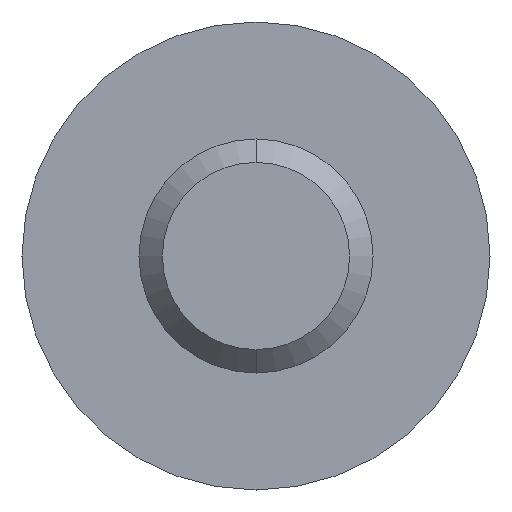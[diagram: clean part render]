
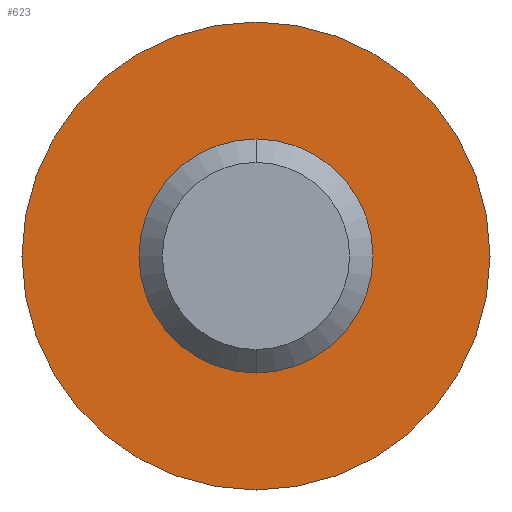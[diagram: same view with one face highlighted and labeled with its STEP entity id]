
A CAD part, front view. The second image highlights one B-rep face of the part: STEP entity #623.
In plain terms, the highlighted planar face has unit normal (0, -1, 0).
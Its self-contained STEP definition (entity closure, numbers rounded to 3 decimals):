
#81 = DIRECTION ( 'NONE',  ( 0., 1., 0. ) ) ;
#104 = AXIS2_PLACEMENT_3D ( 'NONE', #226, #589, #895 ) ;
#114 = VERTEX_POINT ( 'NONE', #501 ) ;
#169 = AXIS2_PLACEMENT_3D ( 'NONE', #530, #443, #519 ) ;
#178 = FACE_BOUND ( 'NONE', #422, .T. ) ;
#185 = CARTESIAN_POINT ( 'NONE',  ( 0., 0., 0. ) ) ;
#210 = CARTESIAN_POINT ( 'NONE',  ( 0., 0., -6. ) ) ;
#226 = CARTESIAN_POINT ( 'NONE',  ( 6., 0., 0. ) ) ;
#251 = DIRECTION ( 'NONE',  ( 0., 1., 0. ) ) ;
#256 = VERTEX_POINT ( 'NONE', #305 ) ;
#266 = EDGE_CURVE ( 'NONE', #551, #256, #466, .T. ) ;
#305 = CARTESIAN_POINT ( 'NONE',  ( 0., 0., -3. ) ) ;
#311 = DIRECTION ( 'NONE',  ( 0., 0., 1. ) ) ;
#364 = PLANE ( 'NONE',  #104 ) ;
#371 = FACE_OUTER_BOUND ( 'NONE', #662, .T. ) ;
#414 = DIRECTION ( 'NONE',  ( 0., 1., 0. ) ) ;
#419 = AXIS2_PLACEMENT_3D ( 'NONE', #769, #81, #311 ) ;
#422 = EDGE_LOOP ( 'NONE', ( #890, #822 ) ) ;
#443 = DIRECTION ( 'NONE',  ( 0., 1., 0. ) ) ;
#454 = CIRCLE ( 'NONE', #547, 3. ) ;
#466 = CIRCLE ( 'NONE', #169, 3. ) ;
#481 = ORIENTED_EDGE ( 'NONE', *, *, #748, .F. ) ;
#501 = CARTESIAN_POINT ( 'NONE',  ( 0., 0., 6. ) ) ;
#519 = DIRECTION ( 'NONE',  ( 0., 0., 1. ) ) ;
#530 = CARTESIAN_POINT ( 'NONE',  ( 0., 0., 0. ) ) ;
#547 = AXIS2_PLACEMENT_3D ( 'NONE', #185, #414, #871 ) ;
#550 = VERTEX_POINT ( 'NONE', #210 ) ;
#551 = VERTEX_POINT ( 'NONE', #573 ) ;
#573 = CARTESIAN_POINT ( 'NONE',  ( 0., 0., 3. ) ) ;
#589 = DIRECTION ( 'NONE',  ( 0., 1., 0. ) ) ;
#623 = ADVANCED_FACE ( 'NONE', ( #371, #178 ), #364, .F. ) ;
#630 = CARTESIAN_POINT ( 'NONE',  ( 0., 0., 0. ) ) ;
#662 = EDGE_LOOP ( 'NONE', ( #699, #481 ) ) ;
#699 = ORIENTED_EDGE ( 'NONE', *, *, #802, .F. ) ;
#748 = EDGE_CURVE ( 'NONE', #550, #114, #961, .T. ) ;
#769 = CARTESIAN_POINT ( 'NONE',  ( 0., 0., 0. ) ) ;
#802 = EDGE_CURVE ( 'NONE', #114, #550, #853, .T. ) ;
#822 = ORIENTED_EDGE ( 'NONE', *, *, #956, .T. ) ;
#836 = AXIS2_PLACEMENT_3D ( 'NONE', #630, #251, #859 ) ;
#853 = CIRCLE ( 'NONE', #836, 6. ) ;
#859 = DIRECTION ( 'NONE',  ( 0., 0., 1. ) ) ;
#871 = DIRECTION ( 'NONE',  ( 0., 0., 1. ) ) ;
#890 = ORIENTED_EDGE ( 'NONE', *, *, #266, .T. ) ;
#895 = DIRECTION ( 'NONE',  ( 0., 0., 1. ) ) ;
#956 = EDGE_CURVE ( 'NONE', #256, #551, #454, .T. ) ;
#961 = CIRCLE ( 'NONE', #419, 6. ) ;
